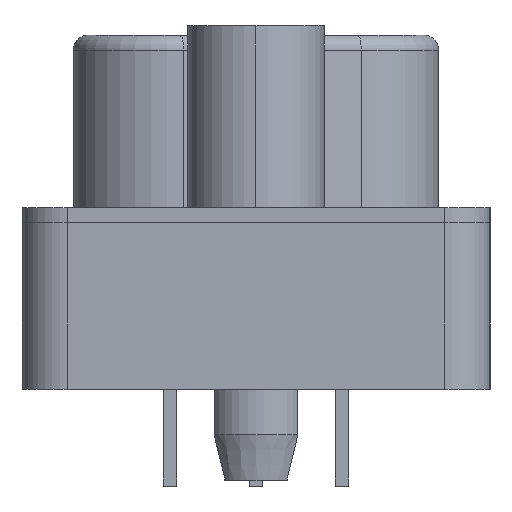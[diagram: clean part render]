
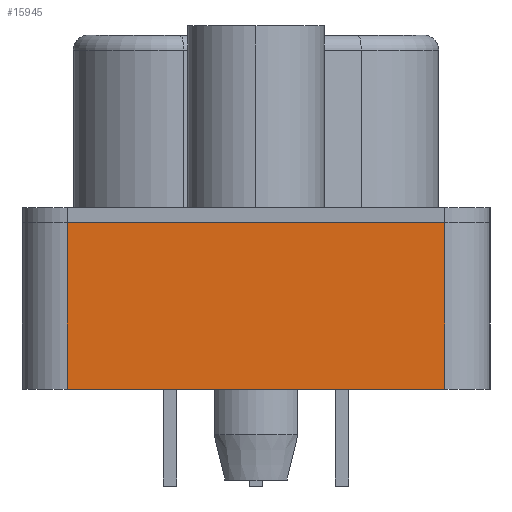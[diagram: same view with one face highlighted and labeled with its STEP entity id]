
A CAD part, left-side view. The second image highlights one B-rep face of the part: STEP entity #15945.
In plain terms, the highlighted planar face has unit normal (-1, 0, 0).
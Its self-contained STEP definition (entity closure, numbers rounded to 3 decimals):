
#15743=CARTESIAN_POINT('',(-33.655,6.23,5.5));
#15744=VERTEX_POINT('',#15743);
#15752=CARTESIAN_POINT('',(-33.655,-6.23,5.5));
#15753=VERTEX_POINT('',#15752);
#15754=CARTESIAN_POINT('',(-33.655,-6.23,5.5));
#15755=DIRECTION('',(0.0,1.0,0.0));
#15756=VECTOR('',#15755,12.46);
#15757=LINE('',#15754,#15756);
#15758=EDGE_CURVE('',#15753,#15744,#15757,.T.);
#15828=CARTESIAN_POINT('',(-33.655,-6.23,0.0));
#15829=VERTEX_POINT('',#15828);
#15837=CARTESIAN_POINT('',(-33.655,6.23,0.0));
#15838=VERTEX_POINT('',#15837);
#15839=CARTESIAN_POINT('',(-33.655,6.23,0.0));
#15840=DIRECTION('',(0.0,-1.0,0.0));
#15841=VECTOR('',#15840,12.46);
#15842=LINE('',#15839,#15841);
#15843=EDGE_CURVE('',#15838,#15829,#15842,.T.);
#15908=CARTESIAN_POINT('',(-33.655,-6.23,5.5));
#15909=DIRECTION('',(0.0,0.0,-1.0));
#15910=VECTOR('',#15909,5.5);
#15911=LINE('',#15908,#15910);
#15912=EDGE_CURVE('',#15753,#15829,#15911,.T.);
#15923=CARTESIAN_POINT('',(-33.655,6.23,5.5));
#15924=DIRECTION('',(0.0,0.0,-1.0));
#15925=VECTOR('',#15924,5.5);
#15926=LINE('',#15923,#15925);
#15927=EDGE_CURVE('',#15744,#15838,#15926,.T.);
#15934=CARTESIAN_POINT('',(-33.655,6.35,6.2));
#15935=DIRECTION('',(-1.0,0.0,0.0));
#15936=DIRECTION('',(0.0,0.0,-1.0));
#15937=AXIS2_PLACEMENT_3D('',#15934,#15935,#15936);
#15938=PLANE('',#15937);
#15939=ORIENTED_EDGE('',*,*,#15843,.T.);
#15940=ORIENTED_EDGE('',*,*,#15912,.F.);
#15941=ORIENTED_EDGE('',*,*,#15758,.T.);
#15942=ORIENTED_EDGE('',*,*,#15927,.T.);
#15943=EDGE_LOOP('',(#15939,#15940,#15941,#15942));
#15944=FACE_OUTER_BOUND('',#15943,.T.);
#15945=ADVANCED_FACE('',(#15944),#15938,.T.);
